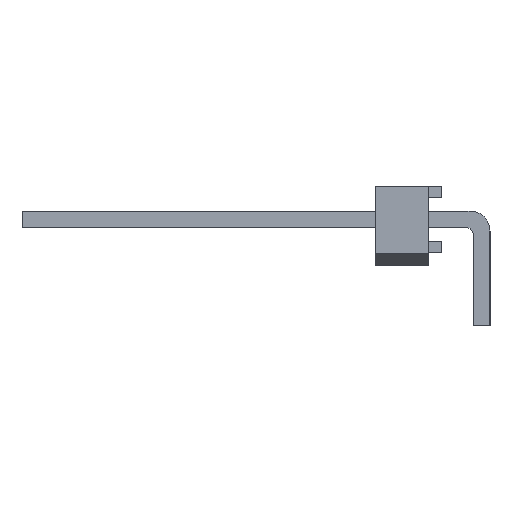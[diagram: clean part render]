
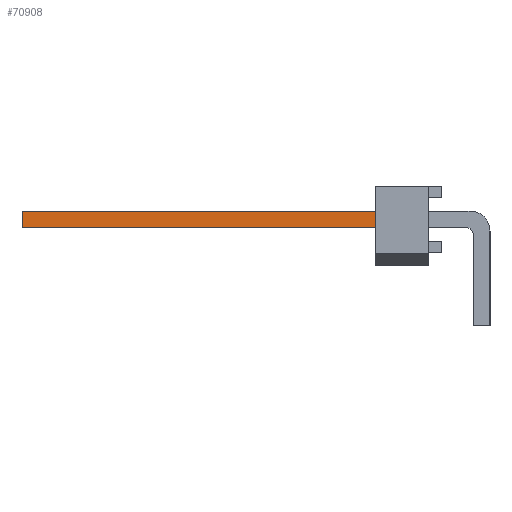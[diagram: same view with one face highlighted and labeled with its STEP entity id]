
A CAD part, left-side view. The second image highlights one B-rep face of the part: STEP entity #70908.
In plain terms, the highlighted face is planar.
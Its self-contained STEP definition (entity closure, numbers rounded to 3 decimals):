
#67969 = VERTEX_POINT('',#67970);
#67970 = CARTESIAN_POINT('',(58.738,17.526,-0.318));
#67976 = EDGE_CURVE('',#67977,#67969,#67979,.T.);
#67977 = VERTEX_POINT('',#67978);
#67978 = CARTESIAN_POINT('',(58.738,2.921,-0.318));
#67979 = LINE('',#67980,#67981);
#67980 = CARTESIAN_POINT('',(58.738,0.445,-0.318));
#67981 = VECTOR('',#67982,1.);
#67982 = DIRECTION('',(0.,1.,0.));
#69849 = VERTEX_POINT('',#69850);
#69850 = CARTESIAN_POINT('',(58.738,2.921,0.318));
#69856 = EDGE_CURVE('',#69857,#69849,#69859,.T.);
#69857 = VERTEX_POINT('',#69858);
#69858 = CARTESIAN_POINT('',(58.738,17.526,0.318));
#69859 = LINE('',#69860,#69861);
#69860 = CARTESIAN_POINT('',(58.738,17.526,0.318));
#69861 = VECTOR('',#69862,1.);
#69862 = DIRECTION('',(0.,-1.,0.));
#70897 = EDGE_CURVE('',#67969,#69857,#70898,.T.);
#70898 = LINE('',#70899,#70900);
#70899 = CARTESIAN_POINT('',(58.738,17.526,-0.318));
#70900 = VECTOR('',#70901,1.);
#70901 = DIRECTION('',(0.,0.,1.));
#70908 = ADVANCED_FACE('',(#70909),#70920,.T.);
#70909 = FACE_BOUND('',#70910,.T.);
#70910 = EDGE_LOOP('',(#70911,#70912,#70918,#70919));
#70911 = ORIENTED_EDGE('',*,*,#69856,.T.);
#70912 = ORIENTED_EDGE('',*,*,#70913,.T.);
#70913 = EDGE_CURVE('',#69849,#67977,#70914,.T.);
#70914 = LINE('',#70915,#70916);
#70915 = CARTESIAN_POINT('',(58.738,2.921,0.445));
#70916 = VECTOR('',#70917,1.);
#70917 = DIRECTION('',(0.,0.,-1.));
#70918 = ORIENTED_EDGE('',*,*,#67976,.T.);
#70919 = ORIENTED_EDGE('',*,*,#70897,.T.);
#70920 = PLANE('',#70921);
#70921 = AXIS2_PLACEMENT_3D('',#70922,#70923,#70924);
#70922 = CARTESIAN_POINT('',(58.738,0.445,0.445));
#70923 = DIRECTION('',(1.,0.,0.));
#70924 = DIRECTION('',(0.,0.,-1.));
